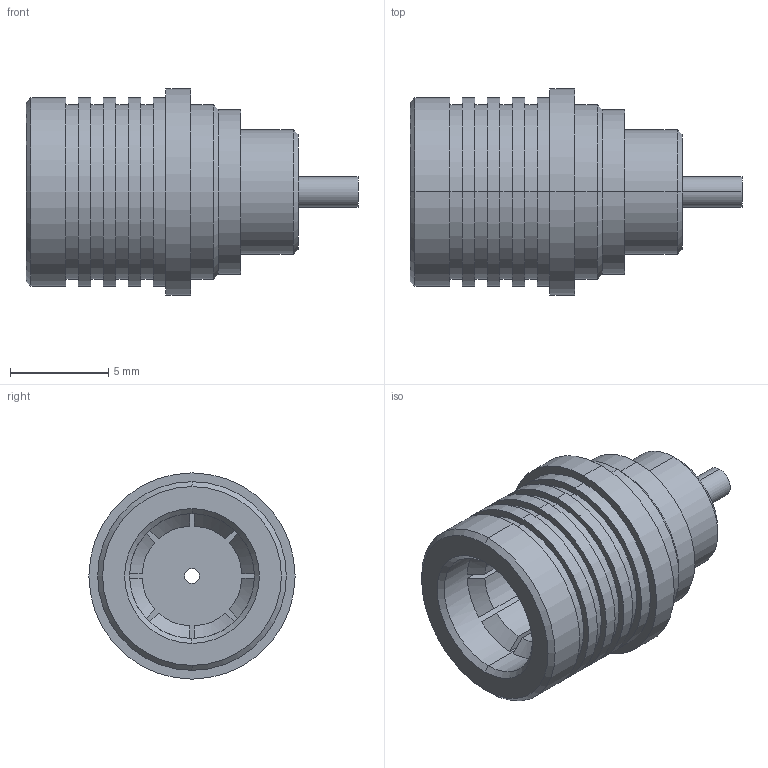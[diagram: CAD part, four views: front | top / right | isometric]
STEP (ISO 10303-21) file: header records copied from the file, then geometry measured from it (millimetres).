
FILE_DESCRIPTION (( 'STEP AP203' ), '1' );
FILE_NAME ('FMCN1887_3D.STEP', '2022-02-11T16:34:48', ( '' ), ( '' ), 'SwSTEP 2.0', 'SolidWorks 2021', '' );
FILE_SCHEMA (( 'CONFIG_CONTROL_DESIGN' ));
Length unit declared in the file: inch
Products named in the file (1): FMCN1887_3D
Bounding box: 16.89 x 10.49 x 10.49 mm (x, y, z)
Volume: 652.5 mm3; surface area: 834.4 mm2
Topology: 1 solids, 1 shells, 87 faces, 206 edges, 134 vertices
Faces by surface type: cylinder 40, plane 31, cone 16
Entity records: 2653 total; most frequent: CARTESIAN_POINT 488, DIRECTION 468, ORIENTED_EDGE 412, EDGE_CURVE 206, AXIS2_PLACEMENT_3D 190, VERTEX_POINT 134, EDGE_LOOP 102, CIRCLE 102
